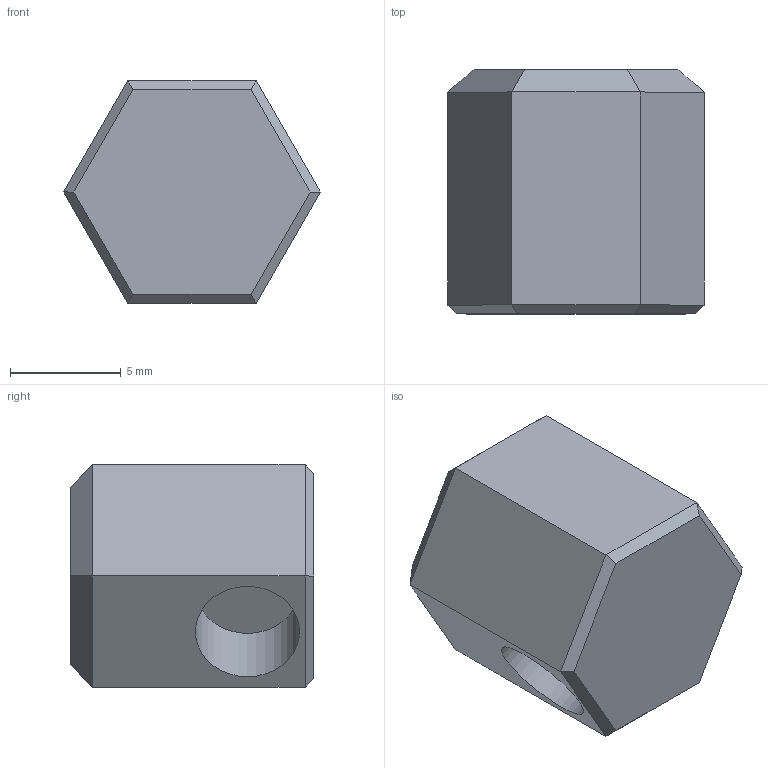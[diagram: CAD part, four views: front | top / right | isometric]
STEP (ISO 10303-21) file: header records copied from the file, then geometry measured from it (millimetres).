
FILE_DESCRIPTION(/* description */ (''),/* implementation_level */ '2;1');
FILE_NAME(/* name */ '',/* time_stamp */ '2025-04-26T19:31:21+03:00',/* author */ (''),/* organization */ (''),/* preprocessor_version */ 'ST-DEVELOPER v20.1',/* originating_system */ 'Autodesk Translation Framework v14.4.0.0',/* authorisation */ '');
FILE_SCHEMA (('AUTOMOTIVE_DESIGN { 1 0 10303 214 3 1 1 }'));
Length unit declared in the file: millimetre
Products named in the file (1): Держатель магнита 
(1)
Bounding box: 11.57 x 11 x 10.02 mm (x, y, z)
Volume: 784.9 mm3; surface area: 639.7 mm2
Topology: 1 solids, 1 shells, 24 faces, 48 edges, 28 vertices
Faces by surface type: plane 22, cylinder 2
Full cylindrical faces by diameter (mm): 4.7 x1, 6 x1
Entity records: 640 total; most frequent: DIRECTION 102, CARTESIAN_POINT 101, ORIENTED_EDGE 96, EDGE_CURVE 48, LINE 44, VECTOR 44, AXIS2_PLACEMENT_3D 29, VERTEX_POINT 28
